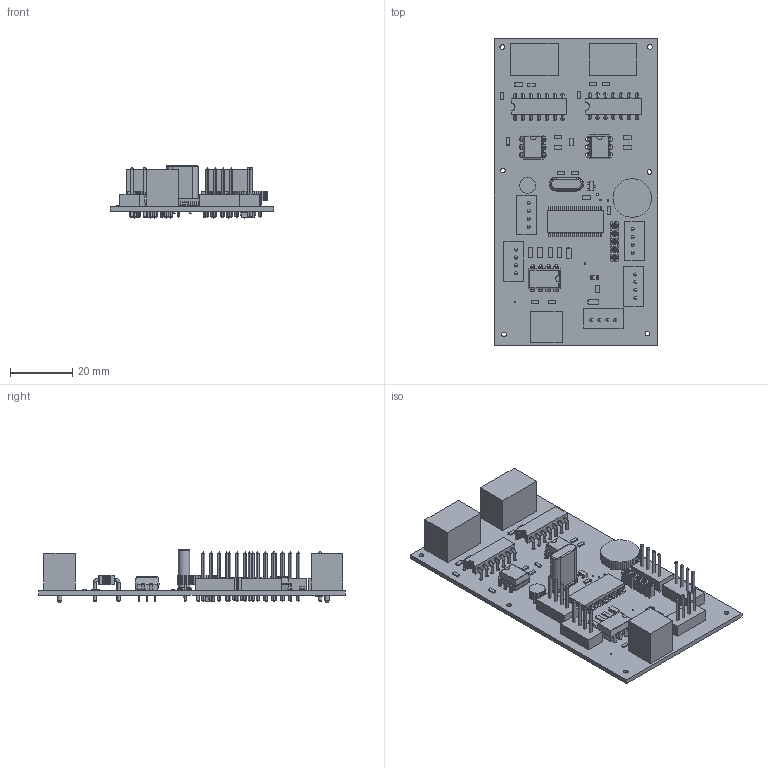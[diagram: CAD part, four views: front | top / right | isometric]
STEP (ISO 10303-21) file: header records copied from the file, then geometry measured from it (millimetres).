
FILE_DESCRIPTION(('PCB Model'),'2;1');
FILE_NAME('Board_RS485_I2C.STEP','2021-02-22T13:44:53',('USUARIO'),( 'Unspecified'),'Open CASCADE STEP processor 6.8','Proteus','Unknown' );
FILE_SCHEMA(('AUTOMOTIVE_DESIGN { 1 0 10303 214 1 1 1 1 }'));
Length unit declared in the file: millimetre
Products named in the file (156): Open CASCADE STEP translator 6.8 1; Layer_1; U1; Open CASCADE STEP translator 6.8 1.2.1; Body_1; Pin_1; Pin_2; Pin_3; Pin_4; Pin_5; Pin_6; Pin_7; Pin_8; Pin_9; Pin_10; Pin_11; Pin_12; Pin_13; Pin_14; Pin_15; Pin_16; Pin_17; Pin_18; Pin_19; Pin_20; Pin_21; Pin_22; Pin_23; Pin_24; Pin_25; Pin_26; Pin_27; Pin_28; Q1; Open CASCADE STEP translator 6.8 1.3.1; R1; Open CASCADE STEP translator 6.8 1.4.1; R2; R24; D1 ...
Assembly tree (184 placements, depth 4):
  Open CASCADE STEP translator 6.8 1
    Layer_1
    U1
      Open CASCADE STEP translator 6.8 1.2.1
        Body_1
        Pin_1
        Pin_2
        Pin_3
        Pin_4
        Pin_5
        Pin_6
        Pin_7
        Pin_8
        Pin_9
        Pin_10
        Pin_11
        Pin_12
        Pin_13
        Pin_14
        Pin_15
        Pin_16
        Pin_17
        Pin_18
        Pin_19
        Pin_20
        Pin_21
        Pin_22
        Pin_23
        Pin_24
        Pin_25
        Pin_26
        Pin_27
        Pin_28
    Q1
      Open CASCADE STEP translator 6.8 1.3.1
        Body_1
        Pin_1
        Pin_2
        Pin_3
    R1
      Open CASCADE STEP translator 6.8 1.4.1
        Body_1
        Pin_1
        Pin_2
    R2
      Open CASCADE STEP translator 6.8 1.4.1
        Body_1
        Pin_1
        Pin_2
    R24
      Open CASCADE STEP translator 6.8 1.4.1
        Body_1
        Pin_1
        Pin_2
    D1
      Open CASCADE STEP translator 6.8 1.7.1
        Body_1
        Pin_1
        Pin_2
    J2
Bounding box: 52.32 x 98.26 x 16.91 mm (x, y, z)
Volume: 17043.4 mm3; surface area: 20904.1 mm2
Topology: 195 solids, 195 shells, 2781 faces, 6935 edges, 4334 vertices
Faces by surface type: plane 1584, cylinder 766, sphere 245, cone 100, torus 86
Entity records: 61612 total; most frequent: CARTESIAN_POINT 10875, DIRECTION 8637, ORIENTED_EDGE 8148, EDGE_CURVE 4074, AXIS2_PLACEMENT_3D 3065, VERTEX_POINT 2654, LINE 2507, VECTOR 2507
